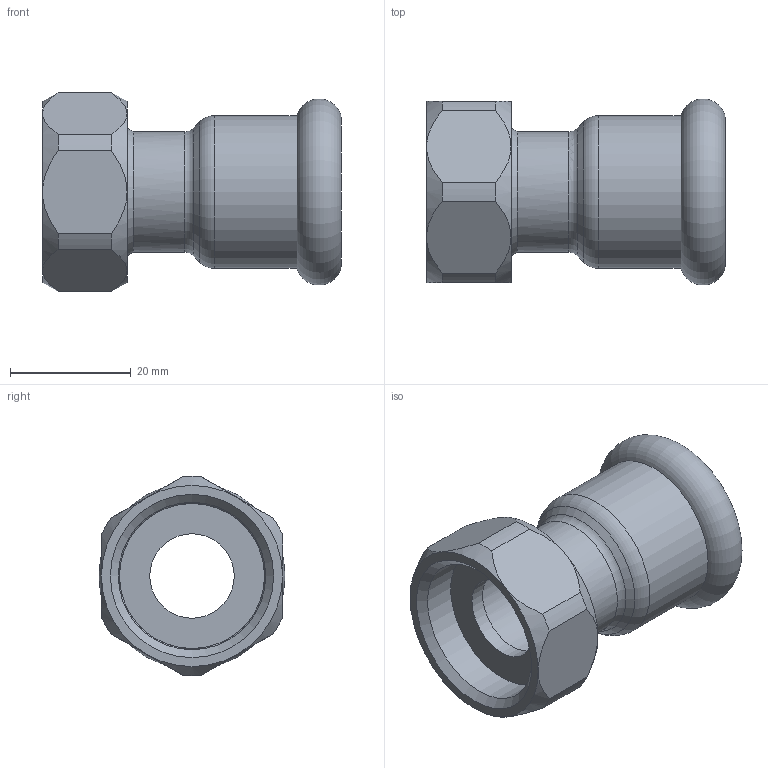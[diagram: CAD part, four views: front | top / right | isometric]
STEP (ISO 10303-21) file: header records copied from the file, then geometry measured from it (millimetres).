
FILE_DESCRIPTION(/* description */ ('MANICOTTO CON DADO 3/4" X De22'),/* implementation_level */ '2;1');
FILE_NAME(/* name */ '183022012_Inoxpres.stp',/* time_stamp */ '2022-10-11T11:37:15+02:00',/* author */ ('Vault'),/* organization */ ('Raccorderie metalliche s.p.a.'),/* preprocessor_version */ 'ST-DEVELOPER v18.1',/* originating_system */ 'Autodesk Inventor 2020',/* authorisation */ 'Raccorderie metalliche s.p.a.');
FILE_SCHEMA (('AUTOMOTIVE_DESIGN { 1 0 10303 214 3 1 1 }'));
Length unit declared in the file: millimetre
Products named in the file (1): 183022012_Inoxpres
Bounding box: 49.5 x 30.79 x 32.98 mm (x, y, z)
Volume: 10834.5 mm3; surface area: 9834.5 mm2
Topology: 1 solids, 1 shells, 61 faces, 171 edges, 116 vertices
Faces by surface type: cone 22, cylinder 18, plane 12, torus 9
Full cylindrical faces by diameter (mm): 14 x1, 17 x1, 20 x1, 21.8 x1, 22.2 x1, 22.3 x1, 22.9 x2, 24 x2, 24.4 x1, 25.3 x1
Entity records: 2067 total; most frequent: CARTESIAN_POINT 397, DIRECTION 384, ORIENTED_EDGE 342, AXIS2_PLACEMENT_3D 175, EDGE_CURVE 171, VERTEX_POINT 116, CIRCLE 113, EDGE_LOOP 67
